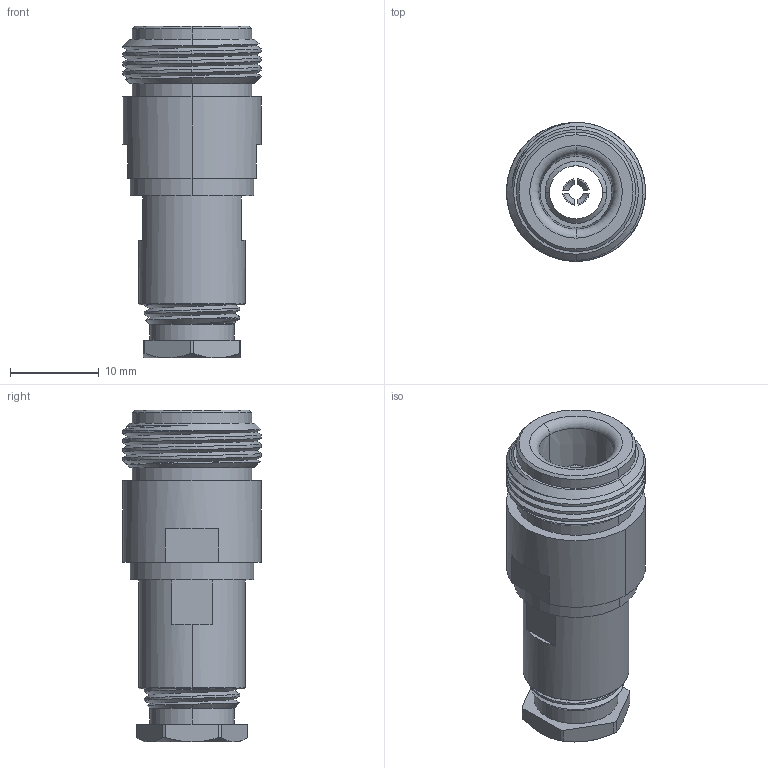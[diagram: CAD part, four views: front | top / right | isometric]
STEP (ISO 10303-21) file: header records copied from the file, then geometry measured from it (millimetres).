
FILE_DESCRIPTION (( 'STEP AP214' ), '1' );
FILE_NAME ('25-050-B3-AH.STEP', '2025-02-27T09:39:02', ( '' ), ( '' ), 'SwSTEP 2.0', 'SolidWorks 2024', '' );
FILE_SCHEMA (( 'AUTOMOTIVE_DESIGN' ));
Length unit declared in the file: millimetre
Products named in the file (1): 25-050-B3-AH
Bounding box: 15.7 x 15.7 x 37.5 mm (x, y, z)
Surface area: 2982.5 mm2 (no closed solid volume)
Topology: 0 solids, 7 shells, 132 faces, 707 edges, 589 vertices
Faces by surface type: plane 50, cylinder 40, cone 35, bspline 5, torus 2
Entity records: 9280 total; most frequent: CARTESIAN_POINT 4413, ORIENTED_EDGE 977, DIRECTION 855, EDGE_CURVE 707, VERTEX_POINT 589, AXIS2_PLACEMENT_3D 352, B_SPLINE_CURVE_WITH_KNOTS 296, CIRCLE 224
